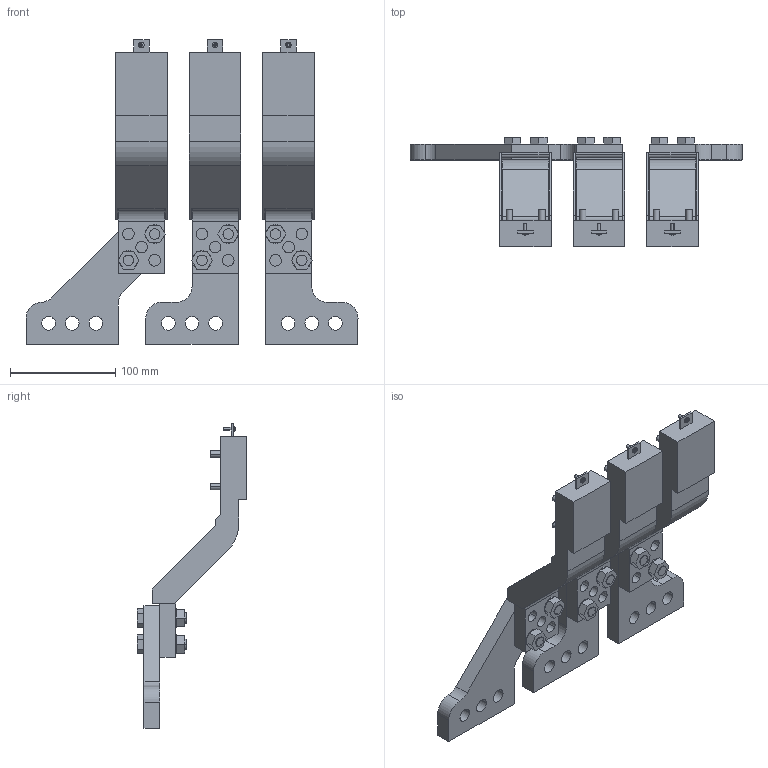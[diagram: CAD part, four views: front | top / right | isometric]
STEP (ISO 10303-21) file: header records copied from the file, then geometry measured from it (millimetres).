
FILE_DESCRIPTION(('CATIA V5 STEP Exchange'),'2;1');
FILE_NAME('1SDH001252R0032_1PA_001_00_E1.2_III_W_TERMINALS_ES_LOWER.stp','2014-03-06T08:11:07+00:00',('none'),('none'),'CATIA Version 5 Release 20 SP 5 (IN-10)','CATIA V5 STEP AP214','none');
FILE_SCHEMA(('AUTOMOTIVE_DESIGN { 1 0 10303 214 1 1 1 1 }'));
Length unit declared in the file: millimetre
Products named in the file (1): 1SDH001252R0032_1PA_001_00_E1.2_III_W_TERMINALS_ES_LOWER
Bounding box: 316 x 104.58 x 290 mm (x, y, z)
Volume: 874878.5 mm3; surface area: 302485.6 mm2
Topology: 42 solids, 42 shells, 658 faces, 1650 edges, 1106 vertices
Faces by surface type: plane 425, cylinder 227, sphere 6
Entity records: 18542 total; most frequent: CARTESIAN_POINT 3545, ORIENTED_EDGE 3300, DIRECTION 2308, EDGE_CURVE 1650, VECTOR 1127, LINE 1127, VERTEX_POINT 1106, AXIS2_PLACEMENT_3D 823
